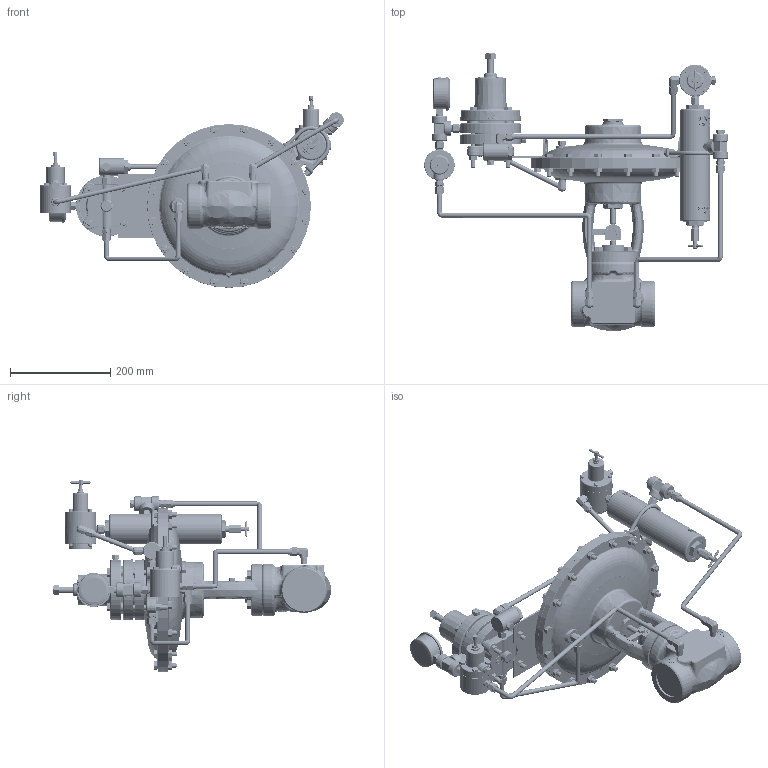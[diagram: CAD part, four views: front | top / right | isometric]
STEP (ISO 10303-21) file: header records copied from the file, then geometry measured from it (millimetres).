
FILE_DESCRIPTION (( 'STEP AP214' ), '1' );
FILE_NAME ('0000003436.STEP', '2025-03-18T17:49:26', ( '' ), ( '' ), 'SwSTEP 2.0', 'SolidWorks 2024', '' );
FILE_SCHEMA (( 'AUTOMOTIVE_DESIGN' ));
Length unit declared in the file: inch
Products named in the file (1): 0000003436
Bounding box: 607.21 x 555.69 x 383.15 mm (x, y, z)
Volume: 8543536.9 mm3; surface area: 892042.4 mm2
Topology: 2 solids, 11 shells, 8123 faces, 20846 edges, 13079 vertices
Faces by surface type: plane 3082, bspline 2483, cone 1027, cylinder 996, torus 465, sphere 70
Entity records: 365168 total; most frequent: CARTESIAN_POINT 189291, ORIENTED_EDGE 41480, DIRECTION 28779, EDGE_CURVE 20740, VERTEX_POINT 13079, AXIS2_PLACEMENT_3D 10126, EDGE_LOOP 8603, LINE 8527
